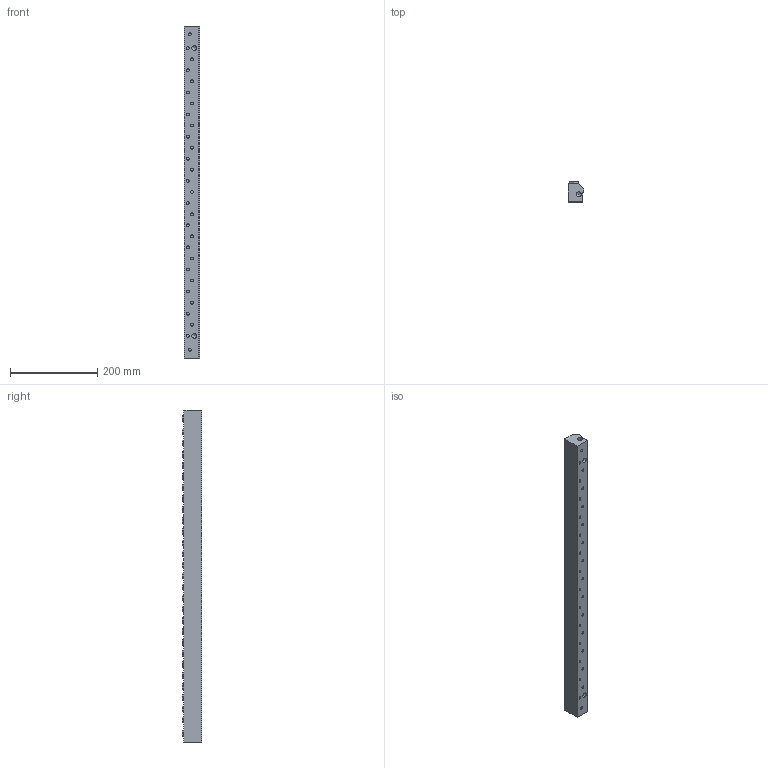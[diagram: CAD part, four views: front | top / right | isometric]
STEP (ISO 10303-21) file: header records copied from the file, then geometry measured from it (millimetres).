
FILE_DESCRIPTION((''),'2;1');
FILE_NAME('110030-PVDF.stp','2013-05-29T12:58:17',('benzil estridge'),(''),'Autodesk Inventor 2012','Autodesk Inventor 2012','');
FILE_SCHEMA(('AUTOMOTIVE_DESIGN { 1 0 10303 214 1 1 1 1 }'));
Length unit declared in the file: inch
Products named in the file (1): 110030-PVDF
Bounding box: 36.53 x 45.21 x 762 mm (x, y, z)
Volume: 1005031 mm3; surface area: 146219.2 mm2
Topology: 1 solids, 1 shells, 280 faces, 685 edges, 465 vertices
Faces by surface type: plane 243, cylinder 33, cone 4
Full cylindrical faces by diameter (mm): 6.35 x29, 11.113 x4
Entity records: 7701 total; most frequent: CARTESIAN_POINT 1328, DIRECTION 1243, ORIENTED_EDGE 1230, EDGE_CURVE 615, VECTOR 549, LINE 549, VERTEX_POINT 432, EDGE_LOOP 375
